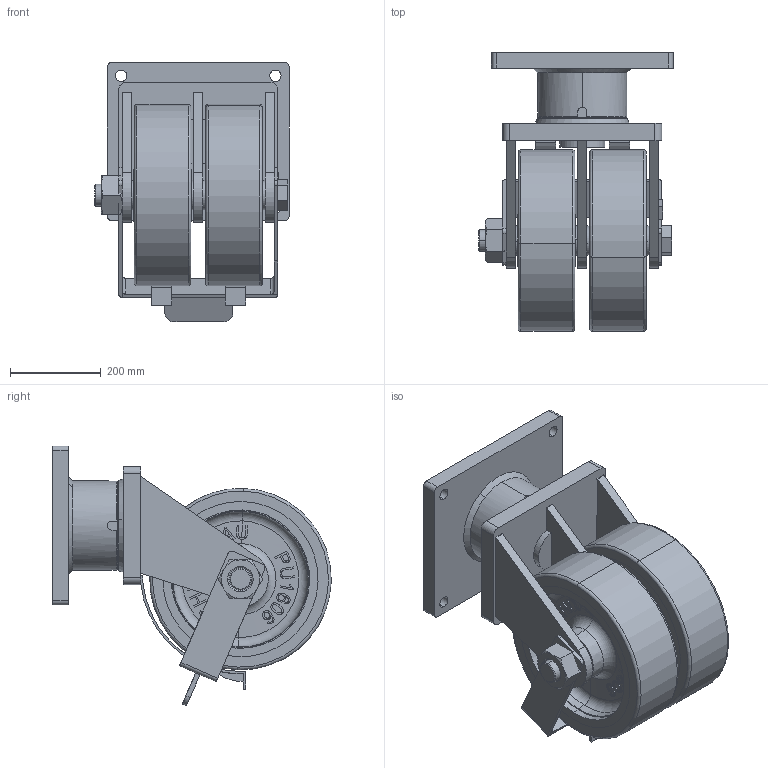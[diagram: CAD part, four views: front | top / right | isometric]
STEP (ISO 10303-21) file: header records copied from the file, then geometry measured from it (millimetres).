
FILE_DESCRIPTION (( 'STEP AP203' ), '1' );
FILE_NAME ('S1652B.STEP', '2020-02-26T03:56:38', ( '' ), ( '' ), 'SwSTEP 2.0', 'SolidWorks 2013', '' );
FILE_SCHEMA (( 'CONFIG_CONTROL_DESIGN' ));
Length unit declared in the file: millimetre
Products named in the file (1): S1652B
Bounding box: 427.5 x 613.49 x 572.24 mm (x, y, z)
Volume: 33560523.9 mm3; surface area: 3335955.2 mm2
Topology: 23 solids, 23 shells, 1516 faces, 3952 edges, 2590 vertices
Faces by surface type: plane 661, bspline 422, cylinder 241, cone 121, torus 71
Entity records: 106018 total; most frequent: CARTESIAN_POINT 72790, ORIENTED_EDGE 7904, DIRECTION 5110, EDGE_CURVE 3952, VERTEX_POINT 2590, LINE 1756, VECTOR 1756, EDGE_LOOP 1704
